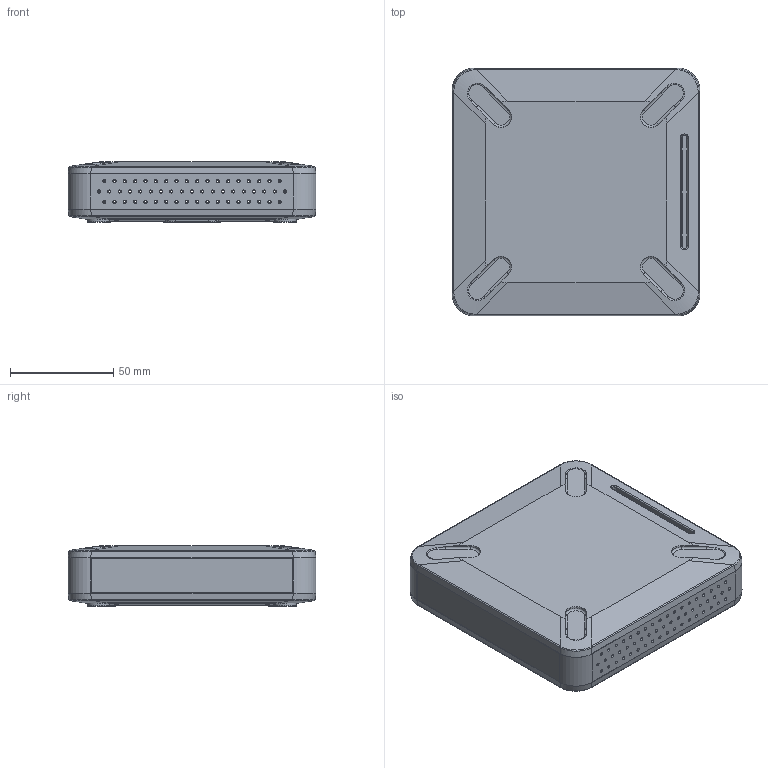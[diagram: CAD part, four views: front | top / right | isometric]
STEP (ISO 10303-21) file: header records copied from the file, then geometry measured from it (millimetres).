
FILE_DESCRIPTION(/* description */ (''),/* implementation_level */ '2;1');
FILE_NAME(/* name */ 'NW-05',/* time_stamp */ '2017-05-06T19:37:58+08:00',/* author */ (''),/* organization */ (''),/* preprocessor_version */ 'ST-DEVELOPER v9',/* originating_system */ 'UGS - NX 4.0',/* authorisation */ '');
FILE_SCHEMA (('CONFIG_CONTROL_DESIGN'));
Length unit declared in the file: millimetre
Products named in the file (1): AdmiB4B6iusb
Bounding box: 120 x 120 x 29.5 mm (x, y, z)
Volume: 86013.4 mm3; surface area: 95686 mm2
Topology: 4 solids, 4 shells, 1302 faces, 3970 edges, 2560 vertices
Faces by surface type: plane 621, cylinder 238, cone 233, bspline 186, torus 24
Full cylindrical faces by diameter (mm): 2.3 x4
Entity records: 50501 total; most frequent: CARTESIAN_POINT 15690, ORIENTED_EDGE 7388, DIRECTION 7012, EDGE_CURVE 3694, VERTEX_POINT 2428, AXIS2_PLACEMENT_3D 2407, LINE 2198, VECTOR 2198
